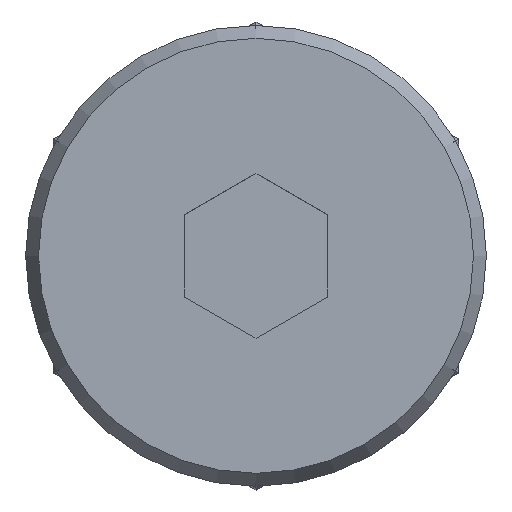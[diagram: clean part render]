
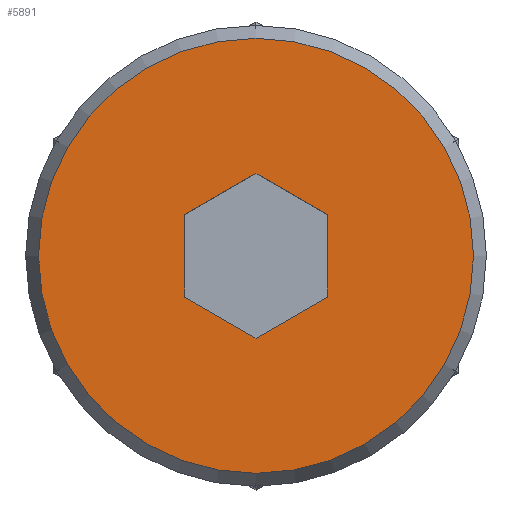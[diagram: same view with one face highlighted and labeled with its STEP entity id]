
A CAD part, top view. The second image highlights one B-rep face of the part: STEP entity #5891.
In plain terms, the highlighted planar face has unit normal (0, 0, 1).
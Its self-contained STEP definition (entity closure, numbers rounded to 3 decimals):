
#278=LINE('',#14205,#561);
#279=LINE('',#14208,#562);
#280=LINE('',#14210,#563);
#281=LINE('',#14212,#564);
#282=LINE('',#14214,#565);
#283=LINE('',#14216,#566);
#561=VECTOR('',#6889,1000.);
#562=VECTOR('',#6890,1000.);
#563=VECTOR('',#6891,1000.);
#564=VECTOR('',#6892,1000.);
#565=VECTOR('',#6893,1000.);
#566=VECTOR('',#6894,1000.);
#2215=ORIENTED_EDGE('',*,*,#3527,.F.);
#2216=ORIENTED_EDGE('',*,*,#3528,.F.);
#2217=ORIENTED_EDGE('',*,*,#3529,.F.);
#2218=ORIENTED_EDGE('',*,*,#3530,.F.);
#2219=ORIENTED_EDGE('',*,*,#3531,.F.);
#2220=ORIENTED_EDGE('',*,*,#3532,.F.);
#2221=ORIENTED_EDGE('',*,*,#3533,.T.);
#3527=EDGE_CURVE('',#4257,#4258,#278,.T.);
#3528=EDGE_CURVE('',#4259,#4257,#279,.T.);
#3529=EDGE_CURVE('',#4260,#4259,#280,.T.);
#3530=EDGE_CURVE('',#4261,#4260,#281,.T.);
#3531=EDGE_CURVE('',#4262,#4261,#282,.T.);
#3532=EDGE_CURVE('',#4258,#4262,#283,.T.);
#3533=EDGE_CURVE('',#4263,#4263,#4549,.T.);
#4257=VERTEX_POINT('',#14206);
#4258=VERTEX_POINT('',#14207);
#4259=VERTEX_POINT('',#14209);
#4260=VERTEX_POINT('',#14211);
#4261=VERTEX_POINT('',#14213);
#4262=VERTEX_POINT('',#14215);
#4263=VERTEX_POINT('',#14218);
#4549=CIRCLE('',#6296,3.715);
#4774=EDGE_LOOP('',(#2215,#2216,#2217,#2218,#2219,#2220));
#4775=EDGE_LOOP('',(#2221));
#5202=FACE_BOUND('',#4774,.T.);
#5203=FACE_BOUND('',#4775,.T.);
#5550=PLANE('',#6295);
#5891=ADVANCED_FACE('',(#5202,#5203),#5550,.T.);
#6295=AXIS2_PLACEMENT_3D('',#14204,#6887,#6888);
#6296=AXIS2_PLACEMENT_3D('',#14217,#6895,#6896);
#6887=DIRECTION('',(0.,0.,1.));
#6888=DIRECTION('',(1.,0.,0.));
#6889=DIRECTION('',(0.,1.,0.));
#6890=DIRECTION('',(0.866,0.5,0.));
#6891=DIRECTION('',(0.866,-0.5,0.));
#6892=DIRECTION('',(0.,-1.,0.));
#6893=DIRECTION('',(-0.866,-0.5,0.));
#6894=DIRECTION('',(-0.866,0.5,0.));
#6895=DIRECTION('',(0.,0.,1.));
#6896=DIRECTION('',(1.,0.,0.));
#14204=CARTESIAN_POINT('',(0.,0.,3.102));
#14205=CARTESIAN_POINT('',(1.219,-0.704,3.102));
#14206=CARTESIAN_POINT('',(1.219,-0.704,3.102));
#14207=CARTESIAN_POINT('',(1.219,0.704,3.102));
#14208=CARTESIAN_POINT('',(0.,-1.408,3.102));
#14209=CARTESIAN_POINT('',(0.,-1.408,3.102));
#14210=CARTESIAN_POINT('',(-1.219,-0.704,3.102));
#14211=CARTESIAN_POINT('',(-1.219,-0.704,3.102));
#14212=CARTESIAN_POINT('',(-1.219,0.704,3.102));
#14213=CARTESIAN_POINT('',(-1.219,0.704,3.102));
#14214=CARTESIAN_POINT('',(0.,1.408,3.102));
#14215=CARTESIAN_POINT('',(0.,1.408,3.102));
#14216=CARTESIAN_POINT('',(1.219,0.704,3.102));
#14217=CARTESIAN_POINT('',(0.,0.,3.102));
#14218=CARTESIAN_POINT('',(3.715,0.,3.102));
